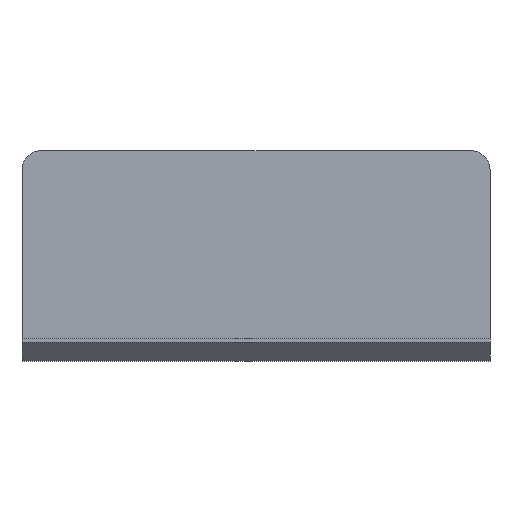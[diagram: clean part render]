
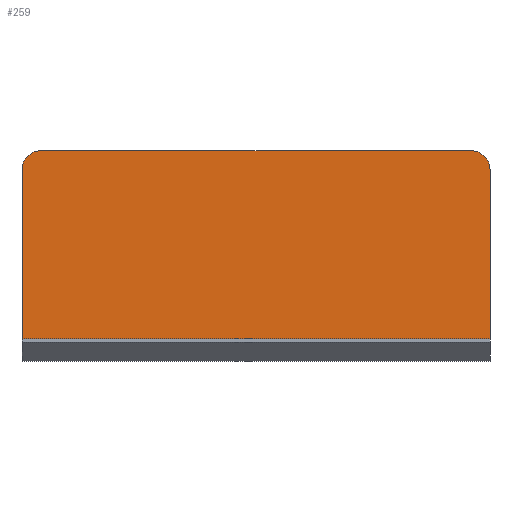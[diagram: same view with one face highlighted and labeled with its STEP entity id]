
A CAD part, front view. The second image highlights one B-rep face of the part: STEP entity #259.
In plain terms, the highlighted planar face has unit normal (0, -1, 0).
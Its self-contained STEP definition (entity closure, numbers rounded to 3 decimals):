
#16=PLANE('',#295);
#29=FACE_OUTER_BOUND('',#43,.T.);
#43=EDGE_LOOP('',(#197,#198,#199,#200,#201,#202));
#57=LINE('',#391,#89);
#66=LINE('',#409,#98);
#67=LINE('',#413,#99);
#68=LINE('',#414,#100);
#89=VECTOR('',#321,10.);
#98=VECTOR('',#332,10.);
#99=VECTOR('',#335,10.);
#100=VECTOR('',#336,10.);
#120=CIRCLE('',#293,1.);
#121=CIRCLE('',#296,1.);
#125=VERTEX_POINT('',#384);
#126=VERTEX_POINT('',#386);
#127=VERTEX_POINT('',#390);
#135=VERTEX_POINT('',#408);
#136=VERTEX_POINT('',#410);
#137=VERTEX_POINT('',#412);
#149=EDGE_CURVE('',#125,#126,#120,.T.);
#151=EDGE_CURVE('',#127,#126,#57,.T.);
#160=EDGE_CURVE('',#135,#125,#66,.T.);
#161=EDGE_CURVE('',#136,#135,#121,.T.);
#162=EDGE_CURVE('',#137,#136,#67,.T.);
#163=EDGE_CURVE('',#127,#137,#68,.T.);
#197=ORIENTED_EDGE('',*,*,#149,.F.);
#198=ORIENTED_EDGE('',*,*,#160,.F.);
#199=ORIENTED_EDGE('',*,*,#161,.F.);
#200=ORIENTED_EDGE('',*,*,#162,.F.);
#201=ORIENTED_EDGE('',*,*,#163,.F.);
#202=ORIENTED_EDGE('',*,*,#151,.T.);
#259=ADVANCED_FACE('',(#29),#16,.T.);
#293=AXIS2_PLACEMENT_3D('',#387,#316,#317);
#295=AXIS2_PLACEMENT_3D('',#407,#330,#331);
#296=AXIS2_PLACEMENT_3D('',#411,#333,#334);
#316=DIRECTION('center_axis',(0.,1.,0.));
#317=DIRECTION('ref_axis',(0.707,0.,0.707));
#321=DIRECTION('',(0.,0.,1.));
#330=DIRECTION('center_axis',(0.,-1.,0.));
#331=DIRECTION('ref_axis',(1.,0.,0.));
#332=DIRECTION('',(1.,0.,0.));
#333=DIRECTION('center_axis',(0.,1.,0.));
#334=DIRECTION('ref_axis',(-0.707,0.,0.707));
#335=DIRECTION('',(0.,0.,1.));
#336=DIRECTION('',(-1.,0.,0.));
#384=CARTESIAN_POINT('',(14.663,-0.629,11.2));
#386=CARTESIAN_POINT('',(15.663,-0.629,10.2));
#387=CARTESIAN_POINT('Origin',(14.663,-0.629,10.2));
#390=CARTESIAN_POINT('',(15.663,-0.629,1.2));
#391=CARTESIAN_POINT('',(15.663,-0.629,1.2));
#407=CARTESIAN_POINT('Origin',(-9.237,-0.629,1.2));
#408=CARTESIAN_POINT('',(-8.237,-0.629,11.2));
#409=CARTESIAN_POINT('',(-9.237,-0.629,11.2));
#410=CARTESIAN_POINT('',(-9.237,-0.629,10.2));
#411=CARTESIAN_POINT('Origin',(-8.237,-0.629,10.2));
#412=CARTESIAN_POINT('',(-9.237,-0.629,1.2));
#413=CARTESIAN_POINT('',(-9.237,-0.629,1.2));
#414=CARTESIAN_POINT('',(-3.012,-0.629,1.2));
